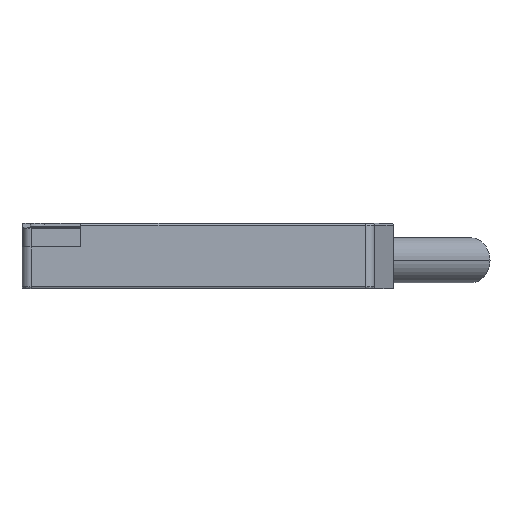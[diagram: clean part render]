
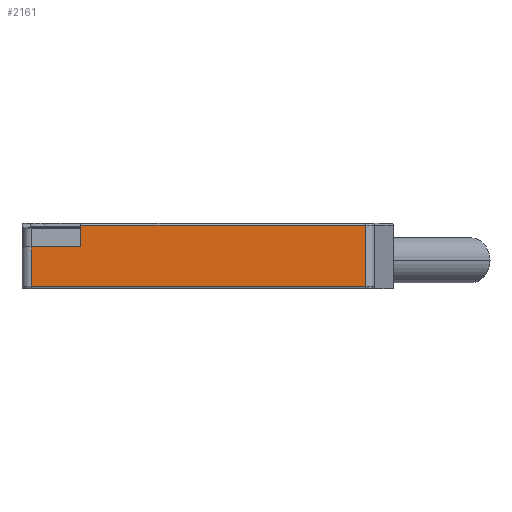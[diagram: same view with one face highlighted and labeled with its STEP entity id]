
A CAD part, left-side view. The second image highlights one B-rep face of the part: STEP entity #2161.
In plain terms, the highlighted planar face has unit normal (-1, 0, 0).
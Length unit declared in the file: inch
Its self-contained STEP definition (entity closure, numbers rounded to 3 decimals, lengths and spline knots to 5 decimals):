
#84 = DIRECTION ( 'NONE',  ( 1., 0., 0. ) ) ;
#146 = CARTESIAN_POINT ( 'NONE',  ( 1.39764, 0.37402, 0.09055 ) ) ;
#286 = EDGE_CURVE ( 'NONE', #2153, #950, #731, .T. ) ;
#420 = CARTESIAN_POINT ( 'NONE',  ( 1.39764, 0.2656, 0.09055 ) ) ;
#423 = EDGE_LOOP ( 'NONE', ( #977, #3177, #515, #2951, #529, #886 ) ) ;
#436 = DIRECTION ( 'NONE',  ( 0., 0., -1. ) ) ;
#506 = EDGE_CURVE ( 'NONE', #950, #2663, #944, .T. ) ;
#515 = ORIENTED_EDGE ( 'NONE', *, *, #1123, .F. ) ;
#529 = ORIENTED_EDGE ( 'NONE', *, *, #3754, .F. ) ;
#572 = CARTESIAN_POINT ( 'NONE',  ( 1.39764, -0.3937, 0.09055 ) ) ;
#677 = CARTESIAN_POINT ( 'NONE',  ( 1.39764, 0.37402, 0.1378 ) ) ;
#731 = LINE ( 'NONE', #677, #3579 ) ;
#759 = DIRECTION ( 'NONE',  ( 0., 0., -1. ) ) ;
#815 = LINE ( 'NONE', #3393, #1228 ) ;
#886 = ORIENTED_EDGE ( 'NONE', *, *, #1710, .T. ) ;
#944 = LINE ( 'NONE', #572, #3331 ) ;
#950 = VERTEX_POINT ( 'NONE', #146 ) ;
#975 = CARTESIAN_POINT ( 'NONE',  ( 1.39764, 0.37402, 0.00394 ) ) ;
#977 = ORIENTED_EDGE ( 'NONE', *, *, #506, .F. ) ;
#1067 = DIRECTION ( 'NONE',  ( 0., -1., 0. ) ) ;
#1123 = EDGE_CURVE ( 'NONE', #2871, #2153, #2019, .T. ) ;
#1149 = CARTESIAN_POINT ( 'NONE',  ( 1.39764, -0.3937, 0.00394 ) ) ;
#1228 = VECTOR ( 'NONE', #759, 39.37008 ) ;
#1534 = VECTOR ( 'NONE', #1067, 39.37008 ) ;
#1611 = LINE ( 'NONE', #2518, #1534 ) ;
#1614 = DIRECTION ( 'NONE',  ( 0., 0., 1. ) ) ;
#1710 = EDGE_CURVE ( 'NONE', #2419, #2663, #1801, .T. ) ;
#1727 = DIRECTION ( 'NONE',  ( 0., 1., 0. ) ) ;
#1771 = CARTESIAN_POINT ( 'NONE',  ( 1.39764, -0.35433, 0.00394 ) ) ;
#1801 = LINE ( 'NONE', #3564, #3074 ) ;
#1859 = FACE_OUTER_BOUND ( 'NONE', #423, .T. ) ;
#2019 = LINE ( 'NONE', #1149, #2446 ) ;
#2055 = DIRECTION ( 'NONE',  ( 0., -1., 0. ) ) ;
#2153 = VERTEX_POINT ( 'NONE', #975 ) ;
#2161 = ADVANCED_FACE ( 'NONE', ( #1859 ), #2730, .F. ) ;
#2419 = VERTEX_POINT ( 'NONE', #3747 ) ;
#2446 = VECTOR ( 'NONE', #1727, 39.37008 ) ;
#2518 = CARTESIAN_POINT ( 'NONE',  ( 1.39764, -0.3937, 0.1378 ) ) ;
#2663 = VERTEX_POINT ( 'NONE', #420 ) ;
#2730 = PLANE ( 'NONE',  #2876 ) ;
#2871 = VERTEX_POINT ( 'NONE', #1771 ) ;
#2876 = AXIS2_PLACEMENT_3D ( 'NONE', #3327, #84, #436 ) ;
#2951 = ORIENTED_EDGE ( 'NONE', *, *, #3774, .F. ) ;
#3074 = VECTOR ( 'NONE', #3584, 39.37008 ) ;
#3177 = ORIENTED_EDGE ( 'NONE', *, *, #286, .F. ) ;
#3327 = CARTESIAN_POINT ( 'NONE',  ( 1.39764, -0.3937, 0.1378 ) ) ;
#3331 = VECTOR ( 'NONE', #2055, 39.37008 ) ;
#3393 = CARTESIAN_POINT ( 'NONE',  ( 1.39764, -0.35433, 0.1378 ) ) ;
#3518 = VERTEX_POINT ( 'NONE', #3553 ) ;
#3553 = CARTESIAN_POINT ( 'NONE',  ( 1.39764, -0.35433, 0.1378 ) ) ;
#3564 = CARTESIAN_POINT ( 'NONE',  ( 1.39764, 0.2656, 0.09055 ) ) ;
#3579 = VECTOR ( 'NONE', #1614, 39.37008 ) ;
#3584 = DIRECTION ( 'NONE',  ( 0., 0., -1. ) ) ;
#3747 = CARTESIAN_POINT ( 'NONE',  ( 1.39764, 0.2656, 0.1378 ) ) ;
#3754 = EDGE_CURVE ( 'NONE', #2419, #3518, #1611, .T. ) ;
#3774 = EDGE_CURVE ( 'NONE', #3518, #2871, #815, .T. ) ;
